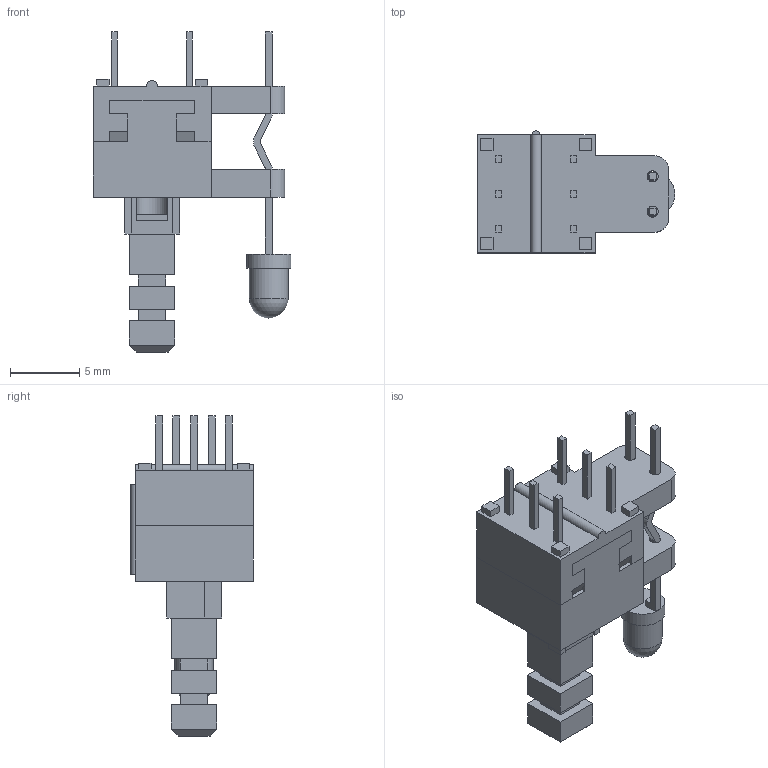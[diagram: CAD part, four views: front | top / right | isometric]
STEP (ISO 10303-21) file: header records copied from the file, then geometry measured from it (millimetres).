
FILE_DESCRIPTION(/* description */ (''),/* implementation_level */ '2;1');
FILE_NAME(/* name */ 'TL2205xxCPxA.stp',/* time_stamp */ '2025-06-04T11:02:40-05:00',/* author */ ('mroman'),/* organization */ (''),/* preprocessor_version */ 'ST-DEVELOPER v18.1',/* originating_system */ 'Autodesk Inventor 2022',/* authorisation */ '');
FILE_SCHEMA (('AUTOMOTIVE_DESIGN { 1 0 10303 214 3 1 1 }'));
Length unit declared in the file: centimetre
Products named in the file (1): TL2205xxCPxA
Bounding box: 14.25 x 8.8 x 23.05 mm (x, y, z)
Volume: 607 mm3; surface area: 1435.8 mm2
Topology: 2 solids, 2 shells, 300 faces, 822 edges, 542 vertices
Faces by surface type: plane 272, cylinder 27, sphere 1
Full cylindrical faces by diameter (mm): 0.8 x4, 2.8 x1, 3.2 x1
Entity records: 9399 total; most frequent: CARTESIAN_POINT 1664, ORIENTED_EDGE 1642, DIRECTION 1479, EDGE_CURVE 821, LINE 765, VECTOR 765, VERTEX_POINT 542, AXIS2_PLACEMENT_3D 357
